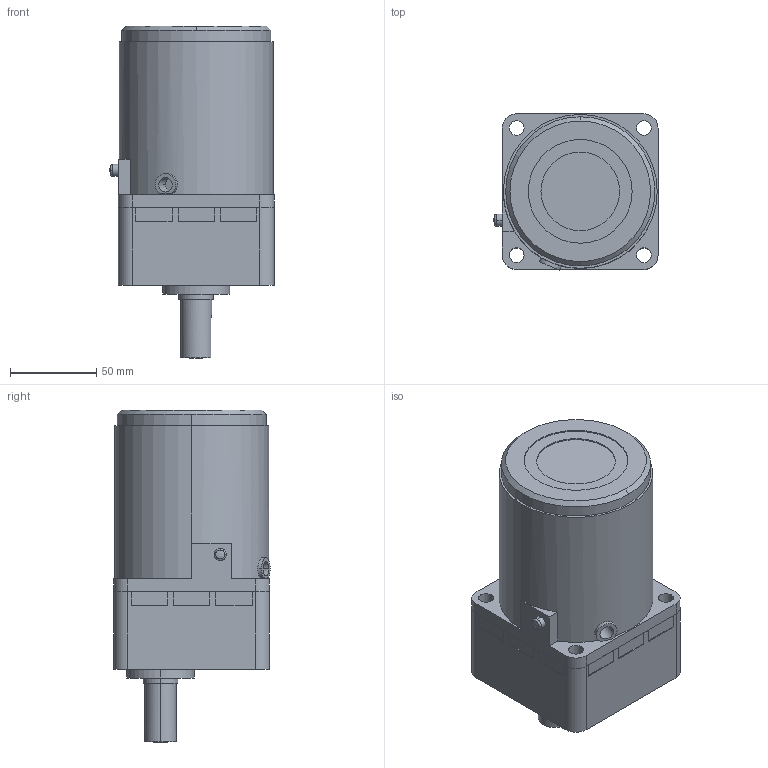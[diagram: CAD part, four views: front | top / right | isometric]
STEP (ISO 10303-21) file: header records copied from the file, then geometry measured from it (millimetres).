
FILE_DESCRIPTION (( 'STEP AP203' ), '1' );
FILE_NAME ('A1233A.STEP', '2015-04-02T07:46:13', ( 'om' ), ( 'Hewlett-Packard Company' ), 'SwSTEP 2.0', 'SolidWorks 2014', '' );
FILE_SCHEMA (( 'CONFIG_CONTROL_DESIGN' ));
Length unit declared in the file: millimetre
Products named in the file (1): A1233A
Bounding box: 94.92 x 90.43 x 192 mm (x, y, z)
Volume: 1018787.6 mm3; surface area: 88280.4 mm2
Topology: 2 solids, 3 shells, 187 faces, 496 edges, 328 vertices
Faces by surface type: plane 91, cylinder 87, cone 6, bspline 3
Entity records: 6066 total; most frequent: CARTESIAN_POINT 1153, DIRECTION 1043, ORIENTED_EDGE 988, EDGE_CURVE 494, AXIS2_PLACEMENT_3D 369, VERTEX_POINT 328, LINE 305, VECTOR 305
